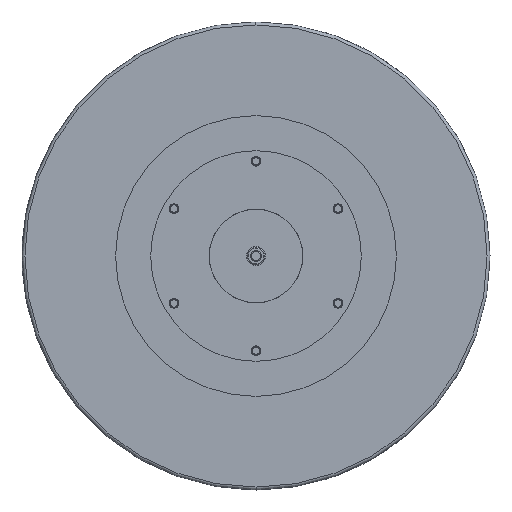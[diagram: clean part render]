
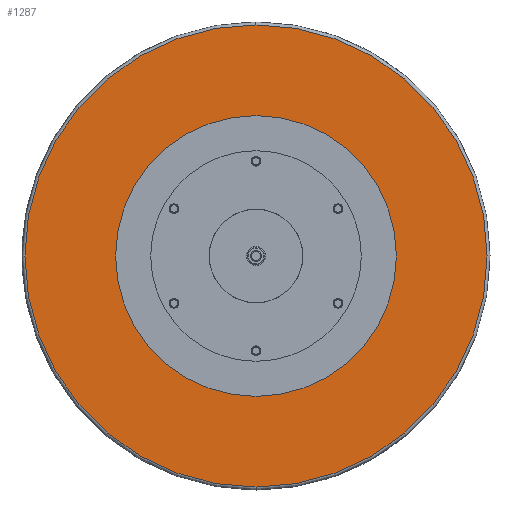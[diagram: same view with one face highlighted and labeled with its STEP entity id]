
A CAD part, left-side view. The second image highlights one B-rep face of the part: STEP entity #1287.
In plain terms, the highlighted planar face has unit normal (-1, 0, 0).
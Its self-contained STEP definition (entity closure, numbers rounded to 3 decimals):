
#620 = VERTEX_POINT ( 'NONE', #9856 ) ;
#1038 = DIRECTION ( 'NONE',  ( 0., 0., -1. ) ) ;
#1042 = DIRECTION ( 'NONE',  ( 1., 0., 0. ) ) ;
#1071 = CARTESIAN_POINT ( 'NONE',  ( -221., 0., 0. ) ) ;
#1185 = CIRCLE ( 'NONE', #22886, 480. ) ;
#1251 = CARTESIAN_POINT ( 'NONE',  ( -221., 0., 480. ) ) ;
#1287 = ADVANCED_FACE ( 'NONE', ( #10772, #15388 ), #4151, .T. ) ;
#3970 = DIRECTION ( 'NONE',  ( 0., 0., 1. ) ) ;
#3991 = DIRECTION ( 'NONE',  ( -1., 0., 0. ) ) ;
#4099 = CARTESIAN_POINT ( 'NONE',  ( -221., 0., 0. ) ) ;
#4151 = PLANE ( 'NONE',  #18310 ) ;
#4827 = VERTEX_POINT ( 'NONE', #19632 ) ;
#5162 = ORIENTED_EDGE ( 'NONE', *, *, #14486, .F. ) ;
#5207 = EDGE_CURVE ( 'NONE', #4827, #6562, #20461, .T. ) ;
#6562 = VERTEX_POINT ( 'NONE', #13351 ) ;
#7992 = EDGE_LOOP ( 'NONE', ( #17435, #5162 ) ) ;
#8650 = AXIS2_PLACEMENT_3D ( 'NONE', #1071, #1042, #1038 ) ;
#9856 = CARTESIAN_POINT ( 'NONE',  ( -221., 0., -480. ) ) ;
#10772 = FACE_BOUND ( 'NONE', #18360, .T. ) ;
#11499 = DIRECTION ( 'NONE',  ( 0., 0., -1. ) ) ;
#11597 = DIRECTION ( 'NONE',  ( 0., 0., -1. ) ) ;
#11626 = DIRECTION ( 'NONE',  ( 1., 0., 0. ) ) ;
#11651 = DIRECTION ( 'NONE',  ( 1., 0., 0. ) ) ;
#11700 = CARTESIAN_POINT ( 'NONE',  ( -221., 0., 0. ) ) ;
#11726 = CARTESIAN_POINT ( 'NONE',  ( -221., 0., 0. ) ) ;
#12647 = DIRECTION ( 'NONE',  ( 0., 0., -1. ) ) ;
#12765 = DIRECTION ( 'NONE',  ( 1., 0., 0. ) ) ;
#12848 = CARTESIAN_POINT ( 'NONE',  ( -221., 0., 0. ) ) ;
#13351 = CARTESIAN_POINT ( 'NONE',  ( -221., 0., 790. ) ) ;
#14486 = EDGE_CURVE ( 'NONE', #6562, #4827, #17061, .T. ) ;
#14549 = EDGE_CURVE ( 'NONE', #620, #14846, #1185, .T. ) ;
#14846 = VERTEX_POINT ( 'NONE', #1251 ) ;
#15388 = FACE_OUTER_BOUND ( 'NONE', #7992, .T. ) ;
#16155 = ORIENTED_EDGE ( 'NONE', *, *, #20930, .T. ) ;
#16603 = ORIENTED_EDGE ( 'NONE', *, *, #14549, .T. ) ;
#17061 = CIRCLE ( 'NONE', #19384, 790. ) ;
#17435 = ORIENTED_EDGE ( 'NONE', *, *, #5207, .F. ) ;
#18310 = AXIS2_PLACEMENT_3D ( 'NONE', #4099, #3991, #3970 ) ;
#18360 = EDGE_LOOP ( 'NONE', ( #16603, #16155 ) ) ;
#18400 = AXIS2_PLACEMENT_3D ( 'NONE', #11726, #11651, #11499 ) ;
#19384 = AXIS2_PLACEMENT_3D ( 'NONE', #12848, #12765, #12647 ) ;
#19632 = CARTESIAN_POINT ( 'NONE',  ( -221., 0., -790. ) ) ;
#20461 = CIRCLE ( 'NONE', #18400, 790. ) ;
#20930 = EDGE_CURVE ( 'NONE', #14846, #620, #22405, .T. ) ;
#22405 = CIRCLE ( 'NONE', #8650, 480. ) ;
#22886 = AXIS2_PLACEMENT_3D ( 'NONE', #11700, #11626, #11597 ) ;
